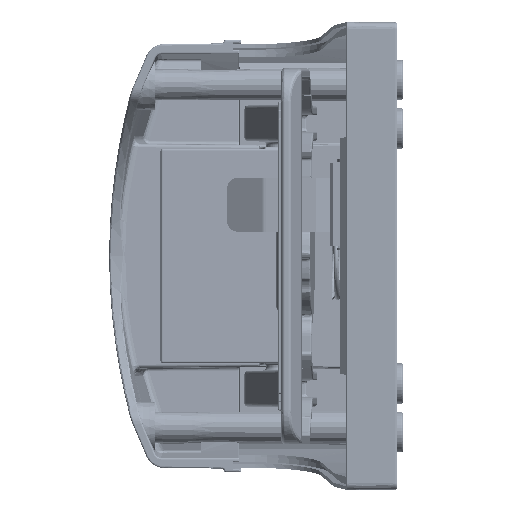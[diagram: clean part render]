
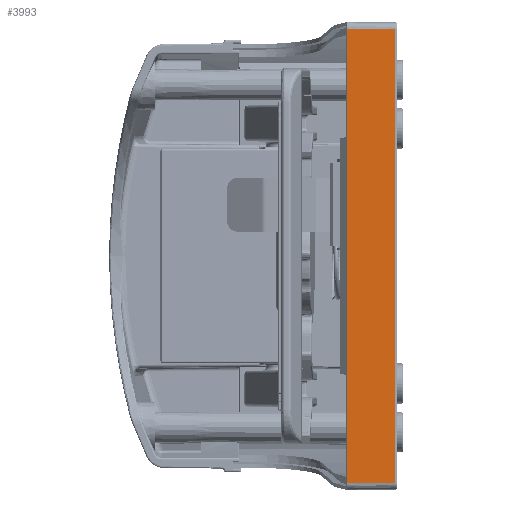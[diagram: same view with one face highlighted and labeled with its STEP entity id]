
A CAD part, left-side view. The second image highlights one B-rep face of the part: STEP entity #3993.
In plain terms, the highlighted planar face has unit normal (-1, 0, 0).
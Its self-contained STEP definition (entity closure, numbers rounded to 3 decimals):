
#999 = VERTEX_POINT ( 'NONE', #79162 ) ;
#3993 = ADVANCED_FACE ( 'NONE', ( #141364 ), #214841, .F. ) ;
#33548 = DIRECTION ( 'NONE',  ( 0., 0., -1. ) ) ;
#36110 = DIRECTION ( 'NONE',  ( 1., 0., 0. ) ) ;
#42578 = EDGE_LOOP ( 'NONE', ( #176071, #132905, #127951, #103440 ) ) ;
#44381 = CARTESIAN_POINT ( 'NONE',  ( 18.416, 110.222, 205.752 ) ) ;
#46715 = LINE ( 'NONE', #143397, #115029 ) ;
#47982 = DIRECTION ( 'NONE',  ( 0., 1., -0.009 ) ) ;
#63136 = DIRECTION ( 'NONE',  ( 0., 0., -1. ) ) ;
#71433 = LINE ( 'NONE', #242919, #127198 ) ;
#79162 = CARTESIAN_POINT ( 'NONE',  ( 18.416, 124.559, 205.877 ) ) ;
#101331 = CARTESIAN_POINT ( 'NONE',  ( 18.416, 124.559, 68.084 ) ) ;
#101946 = VERTEX_POINT ( 'NONE', #239769 ) ;
#103440 = ORIENTED_EDGE ( 'NONE', *, *, #150210, .F. ) ;
#114561 = DIRECTION ( 'NONE',  ( 0., -1., -0.009 ) ) ;
#115029 = VECTOR ( 'NONE', #47982, 1000. ) ;
#117941 = VECTOR ( 'NONE', #63136, 1000. ) ;
#127036 = EDGE_CURVE ( 'NONE', #999, #101946, #176863, .T. ) ;
#127198 = VECTOR ( 'NONE', #160372, 1000. ) ;
#127951 = ORIENTED_EDGE ( 'NONE', *, *, #168373, .F. ) ;
#129906 = AXIS2_PLACEMENT_3D ( 'NONE', #232264, #36110, #33548 ) ;
#132905 = ORIENTED_EDGE ( 'NONE', *, *, #158103, .F. ) ;
#136983 = CARTESIAN_POINT ( 'NONE',  ( 18.416, 110.222, 70.591 ) ) ;
#141364 = FACE_OUTER_BOUND ( 'NONE', #42578, .T. ) ;
#143397 = CARTESIAN_POINT ( 'NONE',  ( 18.416, 117.511, 70.528 ) ) ;
#150210 = EDGE_CURVE ( 'NONE', #999, #236949, #157098, .T. ) ;
#157098 = LINE ( 'NONE', #231809, #188170 ) ;
#158103 = EDGE_CURVE ( 'NONE', #190971, #101946, #46715, .T. ) ;
#160372 = DIRECTION ( 'NONE',  ( 0., 0., -1. ) ) ;
#168373 = EDGE_CURVE ( 'NONE', #236949, #190971, #71433, .T. ) ;
#176071 = ORIENTED_EDGE ( 'NONE', *, *, #127036, .T. ) ;
#176863 = LINE ( 'NONE', #101331, #117941 ) ;
#188170 = VECTOR ( 'NONE', #114561, 1000. ) ;
#190971 = VERTEX_POINT ( 'NONE', #136983 ) ;
#214841 = PLANE ( 'NONE',  #129906 ) ;
#231809 = CARTESIAN_POINT ( 'NONE',  ( 18.416, 124.559, 205.877 ) ) ;
#232264 = CARTESIAN_POINT ( 'NONE',  ( 18.416, 158.722, 207.969 ) ) ;
#236949 = VERTEX_POINT ( 'NONE', #44381 ) ;
#239769 = CARTESIAN_POINT ( 'NONE',  ( 18.416, 124.559, 70.466 ) ) ;
#242919 = CARTESIAN_POINT ( 'NONE',  ( 18.416, 110.222, 207.969 ) ) ;
